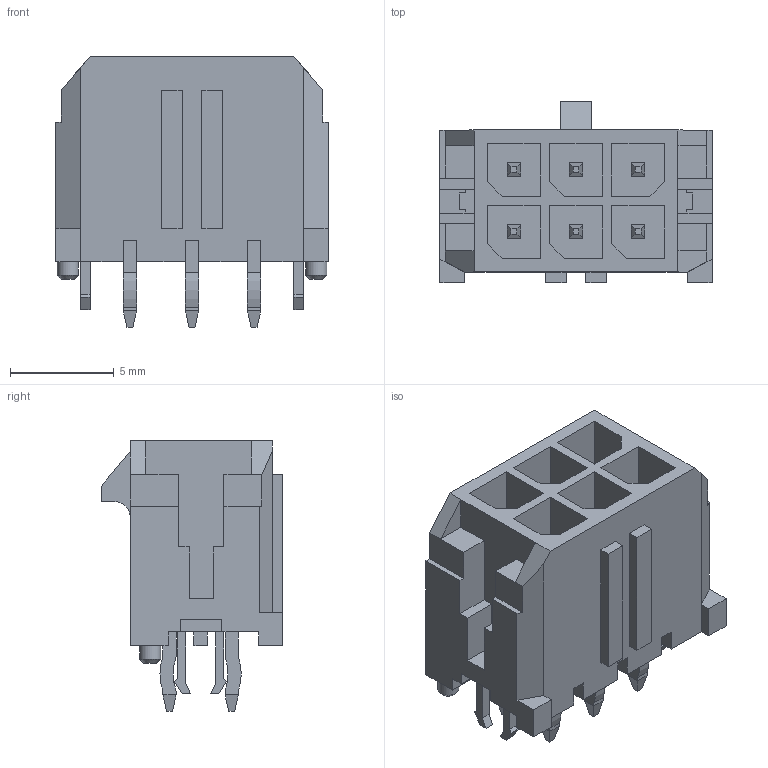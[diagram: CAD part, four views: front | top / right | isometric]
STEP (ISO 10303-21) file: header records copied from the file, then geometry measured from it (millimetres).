
FILE_DESCRIPTION( ( 'STEP AP214' ), '1' );
FILE_NAME( 'psolqas_2832_4.stp', '2020-07-09T08:03:05', ( 'License CC BY-ND 4.0' ), ( 'CADENAS' ), ' ', 'PARTsolutions', ' ' );
FILE_SCHEMA( ( 'AUTOMOTIVE_DESIGN { 1 0 10303 214 1 1 1 1 }' ) );
Length unit declared in the file: metre
Products named in the file (1): 1
Bounding box: 13.15 x 8.77 x 13.09 mm (x, y, z)
Volume: 554.9 mm3; surface area: 1192.2 mm2
Topology: 1 solids, 1 shells, 375 faces, 960 edges, 608 vertices
Faces by surface type: plane 358, cylinder 15, cone 2
Full cylindrical faces by diameter (mm): 1.02 x2
Entity records: 10995 total; most frequent: CARTESIAN_POINT 1936, ORIENTED_EDGE 1908, DIRECTION 1738, EDGE_CURVE 954, LINE 922, VECTOR 922, VERTEX_POINT 606, AXIS2_PLACEMENT_3D 408
